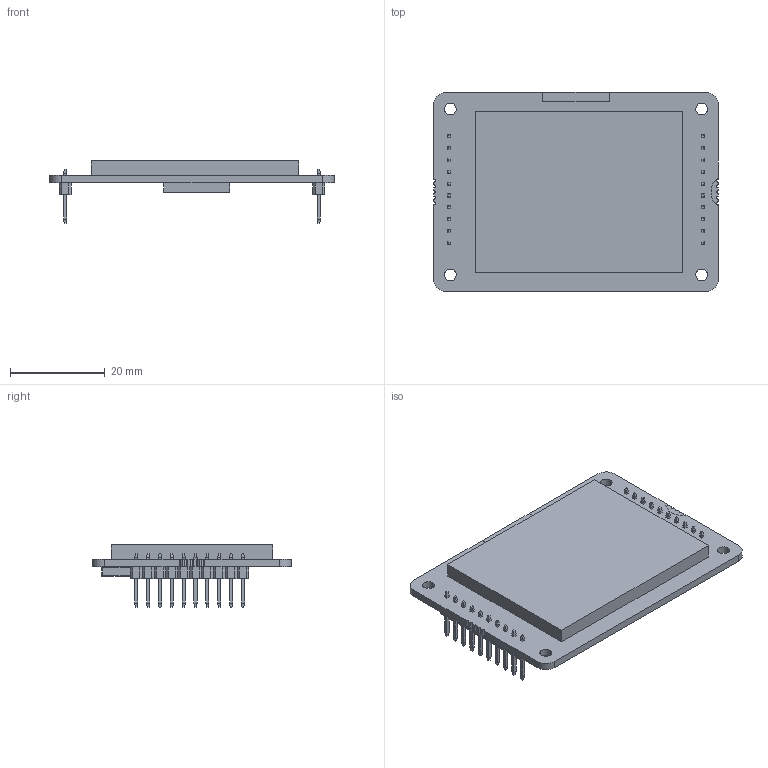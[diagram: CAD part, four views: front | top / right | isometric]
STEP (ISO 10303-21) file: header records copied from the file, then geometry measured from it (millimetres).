
FILE_DESCRIPTION (( 'STEP AP203' ), '1' );
FILE_NAME ('Arduino_LCD_Screen.STEP', '2019-08-29T09:36:33', ( '' ), ( '' ), 'SwSTEP 2.0', 'SolidWorks 2018', '' );
FILE_SCHEMA (( 'CONFIG_CONTROL_DESIGN' ));
Length unit declared in the file: millimetre
Products named in the file (1): Arduino_LCD_Screen
Bounding box: 60 x 42 x 13.1 mm (x, y, z)
Volume: 8902.4 mm3; surface area: 7892.8 mm2
Topology: 62 solids, 62 shells, 669 faces, 1472 edges, 928 vertices
Faces by surface type: plane 639, cylinder 30
Entity records: 17799 total; most frequent: CARTESIAN_POINT 3070, ORIENTED_EDGE 2944, DIRECTION 2874, EDGE_CURVE 1472, LINE 1410, VECTOR 1410, VERTEX_POINT 928, AXIS2_PLACEMENT_3D 732
